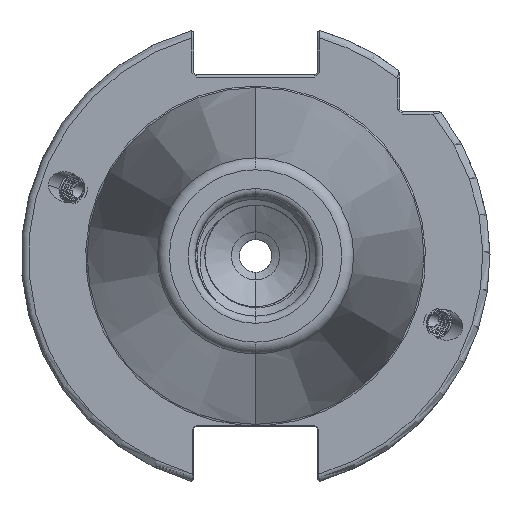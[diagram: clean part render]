
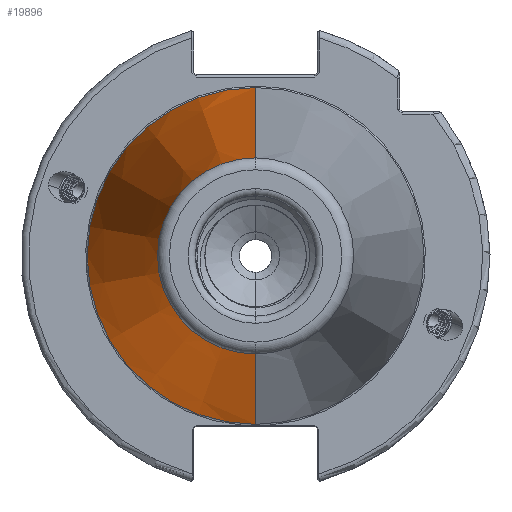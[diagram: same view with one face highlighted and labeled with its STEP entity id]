
A CAD part, left-side view. The second image highlights one B-rep face of the part: STEP entity #19896.
In plain terms, the highlighted conical face has half-angle 8.297 degrees and reference radius 35.392 mm.
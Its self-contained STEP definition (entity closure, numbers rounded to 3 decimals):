
#137 = CARTESIAN_POINT ( 'NONE',  ( -102.811, 0., 0. ) ) ;
#138 = DIRECTION ( 'NONE',  ( 1., 0., 0. ) ) ;
#139 = DIRECTION ( 'NONE',  ( 0., 0., 1. ) ) ;
#995 = AXIS2_PLACEMENT_3D ( 'NONE', #18688, #18692, #18693 ) ;
#997 = VECTOR ( 'NONE', #18691, 1000. ) ;
#998 = AXIS2_PLACEMENT_3D ( 'NONE', #18694, #18695, #18696 ) ;
#999 = VECTOR ( 'NONE', #18700, 1000. ) ;
#2613 = EDGE_LOOP ( 'NONE', ( #15532, #15530, #15531, #15529, #15528 ) ) ;
#4527 = FACE_OUTER_BOUND ( 'NONE', #2613, .T. ) ;
#4531 = AXIS2_PLACEMENT_3D ( 'NONE', #18540, #18541, #18542 ) ;
#8110 = CIRCLE ( 'NONE', #20075, 20.399 ) ;
#8240 = CONICAL_SURFACE ( 'NONE', #4531, 35.392, 0.145 ) ;
#8254 = CIRCLE ( 'NONE', #995, 35.027 ) ;
#8255 = CIRCLE ( 'NONE', #998, 35.027 ) ;
#11538 = CARTESIAN_POINT ( 'NONE',  ( -102.811, 0., -20.399 ) ) ;
#11540 = CARTESIAN_POINT ( 'NONE',  ( -102.811, 0., 20.399 ) ) ;
#11559 = CARTESIAN_POINT ( 'NONE',  ( -2.5, 0., 35.027 ) ) ;
#11560 = CARTESIAN_POINT ( 'NONE',  ( -2.5, 35.027, 0. ) ) ;
#11561 = CARTESIAN_POINT ( 'NONE',  ( -2.5, 0., -35.027 ) ) ;
#13895 = EDGE_CURVE ( 'NONE', #14768, #14767, #8110, .T. ) ;
#14767 = VERTEX_POINT ( 'NONE', #11540 ) ;
#14768 = VERTEX_POINT ( 'NONE', #11538 ) ;
#14787 = VERTEX_POINT ( 'NONE', #11559 ) ;
#14788 = VERTEX_POINT ( 'NONE', #11560 ) ;
#14789 = VERTEX_POINT ( 'NONE', #11561 ) ;
#15528 = ORIENTED_EDGE ( 'NONE', *, *, #19947, .F. ) ;
#15529 = ORIENTED_EDGE ( 'NONE', *, *, #19946, .F. ) ;
#15530 = ORIENTED_EDGE ( 'NONE', *, *, #19944, .T. ) ;
#15531 = ORIENTED_EDGE ( 'NONE', *, *, #19945, .F. ) ;
#15532 = ORIENTED_EDGE ( 'NONE', *, *, #13895, .T. ) ;
#18540 = CARTESIAN_POINT ( 'NONE',  ( 0., 0., 0. ) ) ;
#18541 = DIRECTION ( 'NONE',  ( 1., 0., 0. ) ) ;
#18542 = DIRECTION ( 'NONE',  ( 0., 0., -1. ) ) ;
#18688 = CARTESIAN_POINT ( 'NONE',  ( -2.5, 0., 0. ) ) ;
#18689 = LINE ( 'NONE', #18690, #997 ) ;
#18690 = CARTESIAN_POINT ( 'NONE',  ( 0., 0., 35.392 ) ) ;
#18691 = DIRECTION ( 'NONE',  ( 0.99, 0., 0.144 ) ) ;
#18692 = DIRECTION ( 'NONE',  ( 1., 0., 0. ) ) ;
#18693 = DIRECTION ( 'NONE',  ( 0., 1., 0. ) ) ;
#18694 = CARTESIAN_POINT ( 'NONE',  ( -2.5, 0., 0. ) ) ;
#18695 = DIRECTION ( 'NONE',  ( 1., 0., 0. ) ) ;
#18696 = DIRECTION ( 'NONE',  ( 0., 1., 0. ) ) ;
#18698 = LINE ( 'NONE', #18699, #999 ) ;
#18699 = CARTESIAN_POINT ( 'NONE',  ( 0., 0., -35.392 ) ) ;
#18700 = DIRECTION ( 'NONE',  ( 0.99, 0., -0.144 ) ) ;
#19896 = ADVANCED_FACE ( 'NONE', ( #4527 ), #8240, .T. ) ;
#19944 = EDGE_CURVE ( 'NONE', #14767, #14787, #18689, .T. ) ;
#19945 = EDGE_CURVE ( 'NONE', #14788, #14787, #8254, .T. ) ;
#19946 = EDGE_CURVE ( 'NONE', #14789, #14788, #8255, .T. ) ;
#19947 = EDGE_CURVE ( 'NONE', #14768, #14789, #18698, .T. ) ;
#20075 = AXIS2_PLACEMENT_3D ( 'NONE', #137, #138, #139 ) ;
